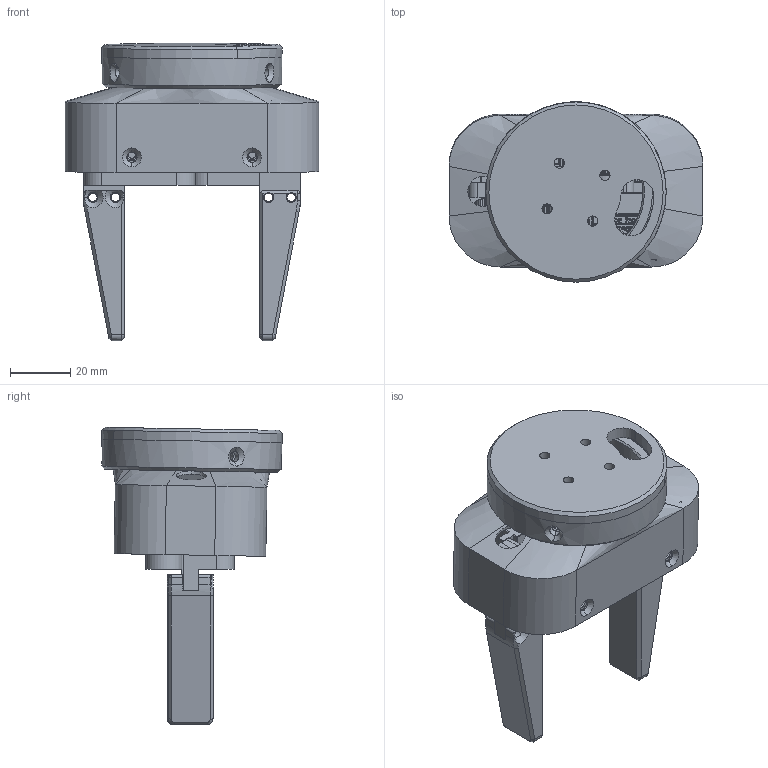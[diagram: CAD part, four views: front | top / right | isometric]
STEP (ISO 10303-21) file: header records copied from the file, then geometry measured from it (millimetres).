
FILE_DESCRIPTION((''),'2;1');
FILE_NAME('ZSB_GESAMT_ASM','2024-02-12T12:52:51',('Mathias'),(''),'CREO PARAMETRIC BY PTC INC, 2021404','CREO PARAMETRIC BY PTC INC, 2021404','');
FILE_SCHEMA(('CONFIG_CONTROL_DESIGN'));
Length unit declared in the file: millimetre
Products named in the file (30): LAUFSCHIENE; SERVO_MG90S; GEAR_16_TEETH; ZSB_SERVO_GEAR_ASM; ZSB_SERVO_GEAR_1_ASM; GEGENSTUECK_RACK; RACK_SPACER; K_X_F6RPER1; K_X_F6RPER2; K_X_F6RPER3; K_X_F6RPER4; K_X_F6RPER5; K_X_F6RPER6; K_X_F6RPER7; K_X_F6RPER8; K_X_F6RPER25; K_X_F6RPER26; K_X_F6RPER29; K_X_F6RPER30; K_X_F6RPER31; K_X_F6RPER32; K_X_F6RPER27; K_X_F6RPER28; RACK_ASM; FINGER_50MM; ZSB_RACK_ASM; ZSB_RACK_1_ASM; MOUNTING_ADAPTER; FLANGE; ZSB_GESAMT_ASM
Assembly tree (35 placements, depth 4):
  ZSB_GESAMT_ASM
    LAUFSCHIENE
    ZSB_SERVO_GEAR_ASM
      SERVO_MG90S
      GEAR_16_TEETH
    ZSB_SERVO_GEAR_1_ASM
      SERVO_MG90S
      GEAR_16_TEETH
    ZSB_RACK_ASM
      GEGENSTUECK_RACK
      RACK_SPACER
      RACK_ASM
        K_X_F6RPER1
        K_X_F6RPER2
        K_X_F6RPER3
        K_X_F6RPER4
        K_X_F6RPER5
        K_X_F6RPER6
        K_X_F6RPER7
        K_X_F6RPER8
        K_X_F6RPER25
        K_X_F6RPER26
        K_X_F6RPER29
        K_X_F6RPER30
        K_X_F6RPER31
        K_X_F6RPER32
        K_X_F6RPER27
        K_X_F6RPER28
      FINGER_50MM
    ZSB_RACK_1_ASM
      GEGENSTUECK_RACK
      RACK_SPACER
      RACK_ASM
        K_X_F6RPER1
        K_X_F6RPER2
        K_X_F6RPER3
        K_X_F6RPER4
        K_X_F6RPER5
        K_X_F6RPER6
        K_X_F6RPER7
        K_X_F6RPER8
        K_X_F6RPER25
        K_X_F6RPER26
        K_X_F6RPER29
        K_X_F6RPER30
        K_X_F6RPER31
        K_X_F6RPER32
        K_X_F6RPER27
        K_X_F6RPER28
      FINGER_50MM
    MOUNTING_ADAPTER
    FLANGE
Bounding box: 84.5 x 60.04 x 98.96 mm (x, y, z)
Volume: 97464.8 mm3; surface area: 66536.9 mm2
Topology: 45 solids, 47 shells, 1919 faces, 5925 edges, 4265 vertices
Faces by surface type: plane 878, cylinder 557, extrusion 256, cone 148, bspline 52, torus 20, sphere 8
Entity records: 53715 total; most frequent: CARTESIAN_POINT 24275, ORIENTED_EDGE 6444, DIRECTION 5377, EDGE_CURVE 3222, VERTEX_POINT 2306, VECTOR 1839, AXIS2_PLACEMENT_3D 1769, LINE 1711
